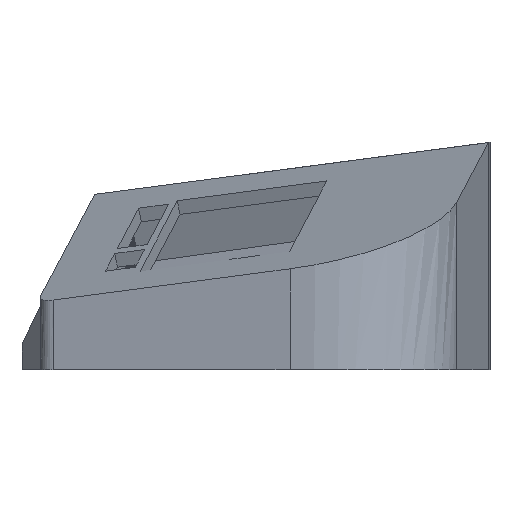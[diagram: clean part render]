
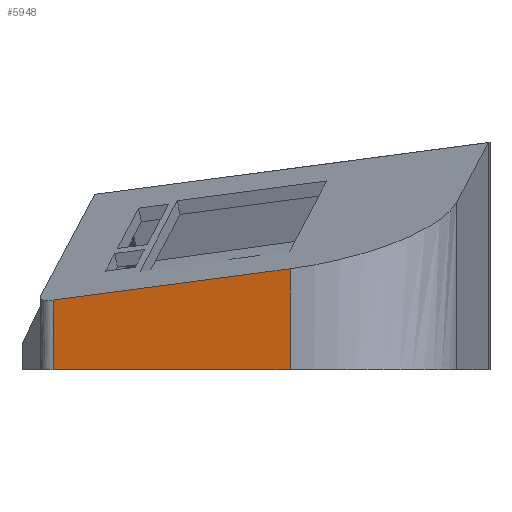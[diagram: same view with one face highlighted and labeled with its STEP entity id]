
A CAD part, left-side view. The second image highlights one B-rep face of the part: STEP entity #5948.
In plain terms, the highlighted planar face has unit normal (-0.974, 0.227, 0).
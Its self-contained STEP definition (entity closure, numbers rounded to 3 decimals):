
#252 = PLANE('',#253);
#253 = AXIS2_PLACEMENT_3D('',#254,#255,#256);
#254 = CARTESIAN_POINT('',(-400.,-321.738,42.054));
#255 = DIRECTION('',(0.,0.,1.));
#256 = DIRECTION('',(1.,0.,0.));
#1522 = VERTEX_POINT('',#1523);
#1523 = CARTESIAN_POINT('',(-191.219,25.612,
    42.054));
#1577 = SURFACE_OF_LINEAR_EXTRUSION('',#1578,#1583);
#1578 = CIRCLE('',#1579,10.);
#1579 = AXIS2_PLACEMENT_3D('',#1580,#1581,#1582);
#1580 = CARTESIAN_POINT('',(-181.926,23.877,
    -61.787));
#1581 = DIRECTION('',(0.293,-0.192,-0.937));
#1582 = DIRECTION('',(-0.929,0.173,-0.326));
#1583 = VECTOR('',#1584,1.);
#1584 = DIRECTION('',(0.,0.,1.));
#1612 = EDGE_CURVE('',#1522,#1613,#1615,.T.);
#1613 = VERTEX_POINT('',#1614);
#1614 = CARTESIAN_POINT('',(-225.201,-120.321,
    42.054));
#1615 = SURFACE_CURVE('',#1616,(#1620,#1626),.PCURVE_S1.);
#1616 = LINE('',#1617,#1618);
#1617 = CARTESIAN_POINT('',(-243.446,-198.672,
    42.054));
#1618 = VECTOR('',#1619,1.);
#1619 = DIRECTION('',(-0.227,-0.974,0.));
#1620 = PCURVE('',#252,#1621);
#1621 = DEFINITIONAL_REPRESENTATION('',(#1622),#1625);
#1622 = B_SPLINE_CURVE_WITH_KNOTS('',1,(#1623,#1624),.UNSPECIFIED.,.F.,
  .F.,(2,2),(-261.17,-55.33),.PIECEWISE_BEZIER_KNOTS.);
#1623 = CARTESIAN_POINT('',(215.786,377.432));
#1624 = CARTESIAN_POINT('',(169.103,176.955));
#1625 = ( GEOMETRIC_REPRESENTATION_CONTEXT(2) 
PARAMETRIC_REPRESENTATION_CONTEXT() REPRESENTATION_CONTEXT('2D SPACE',''
  ) );
#1626 = PCURVE('',#1627,#1632);
#1627 = PLANE('',#1628);
#1628 = AXIS2_PLACEMENT_3D('',#1629,#1630,#1631);
#1629 = CARTESIAN_POINT('',(-208.21,-47.355,
    19.558));
#1630 = DIRECTION('',(0.974,-0.227,0.));
#1631 = DIRECTION('',(0.225,0.966,-0.127));
#1632 = DEFINITIONAL_REPRESENTATION('',(#1633),#1636);
#1633 = B_SPLINE_CURVE_WITH_KNOTS('',1,(#1634,#1635),.UNSPECIFIED.,.F.,
  .F.,(2,2),(-261.17,-55.33),.PIECEWISE_BEZIER_KNOTS.);
#1634 = CARTESIAN_POINT('',(102.085,35.77));
#1635 = CARTESIAN_POINT('',(-102.085,9.591));
#1636 = ( GEOMETRIC_REPRESENTATION_CONTEXT(2) 
PARAMETRIC_REPRESENTATION_CONTEXT() REPRESENTATION_CONTEXT('2D SPACE',''
  ) );
#1700 = SURFACE_OF_LINEAR_EXTRUSION('',#1701,#1706);
#1701 = CIRCLE('',#1702,90.);
#1702 = AXIS2_PLACEMENT_3D('',#1703,#1704,#1705);
#1703 = CARTESIAN_POINT('',(-141.566,-135.932,
    -16.484));
#1704 = DIRECTION('',(0.293,-0.192,-0.937));
#1705 = DIRECTION('',(-0.225,-0.966,0.127));
#1706 = VECTOR('',#1707,1.);
#1707 = DIRECTION('',(0.,0.,1.));
#4261 = PLANE('',#4262);
#4262 = AXIS2_PLACEMENT_3D('',#4263,#4264,#4265);
#4263 = CARTESIAN_POINT('',(-115.718,-98.89,
    134.027));
#4264 = DIRECTION('',(0.293,-0.192,-0.937));
#4265 = DIRECTION('',(-0.954,0.,
    -0.299));
#5904 = EDGE_CURVE('',#1613,#5905,#5907,.T.);
#5905 = VERTEX_POINT('',#5906);
#5906 = CARTESIAN_POINT('',(-225.201,-120.321,
    104.164));
#5907 = SURFACE_CURVE('',#5908,(#5912,#5919),.PCURVE_S1.);
#5908 = LINE('',#5909,#5910);
#5909 = CARTESIAN_POINT('',(-225.201,-120.321,
    -45.836));
#5910 = VECTOR('',#5911,1.);
#5911 = DIRECTION('',(0.,0.,1.));
#5912 = PCURVE('',#1700,#5913);
#5913 = DEFINITIONAL_REPRESENTATION('',(#5914),#5918);
#5914 = LINE('',#5915,#5916);
#5915 = CARTESIAN_POINT('',(1.571,0.));
#5916 = VECTOR('',#5917,1.);
#5917 = DIRECTION('',(0.,1.));
#5918 = ( GEOMETRIC_REPRESENTATION_CONTEXT(2) 
PARAMETRIC_REPRESENTATION_CONTEXT() REPRESENTATION_CONTEXT('2D SPACE',''
  ) );
#5919 = PCURVE('',#1627,#5920);
#5920 = DEFINITIONAL_REPRESENTATION('',(#5921),#5925);
#5921 = LINE('',#5922,#5923);
#5922 = CARTESIAN_POINT('',(-65.993,-74.391));
#5923 = VECTOR('',#5924,1.);
#5924 = DIRECTION('',(-0.127,0.992));
#5925 = ( GEOMETRIC_REPRESENTATION_CONTEXT(2) 
PARAMETRIC_REPRESENTATION_CONTEXT() REPRESENTATION_CONTEXT('2D SPACE',''
  ) );
#5948 = ADVANCED_FACE('',(#5949),#1627,.F.);
#5949 = FACE_BOUND('',#5950,.F.);
#5950 = EDGE_LOOP('',(#5951,#5952,#5953,#5975));
#5951 = ORIENTED_EDGE('',*,*,#5904,.F.);
#5952 = ORIENTED_EDGE('',*,*,#1612,.F.);
#5953 = ORIENTED_EDGE('',*,*,#5954,.T.);
#5954 = EDGE_CURVE('',#1522,#5955,#5957,.T.);
#5955 = VERTEX_POINT('',#5956);
#5956 = CARTESIAN_POINT('',(-191.219,25.612,
    84.951));
#5957 = SURFACE_CURVE('',#5958,(#5962,#5969),.PCURVE_S1.);
#5958 = LINE('',#5959,#5960);
#5959 = CARTESIAN_POINT('',(-191.219,25.612,
    -65.049));
#5960 = VECTOR('',#5961,1.);
#5961 = DIRECTION('',(0.,0.,1.));
#5962 = PCURVE('',#1627,#5963);
#5963 = DEFINITIONAL_REPRESENTATION('',(#5964),#5968);
#5964 = LINE('',#5965,#5966);
#5965 = CARTESIAN_POINT('',(85.071,-74.391));
#5966 = VECTOR('',#5967,1.);
#5967 = DIRECTION('',(-0.127,0.992));
#5968 = ( GEOMETRIC_REPRESENTATION_CONTEXT(2) 
PARAMETRIC_REPRESENTATION_CONTEXT() REPRESENTATION_CONTEXT('2D SPACE',''
  ) );
#5969 = PCURVE('',#1577,#5970);
#5970 = DEFINITIONAL_REPRESENTATION('',(#5971),#5974);
#5971 = B_SPLINE_CURVE_WITH_KNOTS('',1,(#5972,#5973),.UNSPECIFIED.,.F.,
  .F.,(2,2),(0.,150.),.PIECEWISE_BEZIER_KNOTS.);
#5972 = CARTESIAN_POINT('',(0.,0.));
#5973 = CARTESIAN_POINT('',(0.,150.));
#5974 = ( GEOMETRIC_REPRESENTATION_CONTEXT(2) 
PARAMETRIC_REPRESENTATION_CONTEXT() REPRESENTATION_CONTEXT('2D SPACE',''
  ) );
#5975 = ORIENTED_EDGE('',*,*,#5976,.F.);
#5976 = EDGE_CURVE('',#5905,#5955,#5977,.T.);
#5977 = SURFACE_CURVE('',#5978,(#5982,#5989),.PCURVE_S1.);
#5978 = LINE('',#5979,#5980);
#5979 = CARTESIAN_POINT('',(-225.201,-120.321,
    104.164));
#5980 = VECTOR('',#5981,1.);
#5981 = DIRECTION('',(0.225,0.966,-0.127));
#5982 = PCURVE('',#1627,#5983);
#5983 = DEFINITIONAL_REPRESENTATION('',(#5984),#5988);
#5984 = LINE('',#5985,#5986);
#5985 = CARTESIAN_POINT('',(-85.071,74.391));
#5986 = VECTOR('',#5987,1.);
#5987 = DIRECTION('',(1.,0.));
#5988 = ( GEOMETRIC_REPRESENTATION_CONTEXT(2) 
PARAMETRIC_REPRESENTATION_CONTEXT() REPRESENTATION_CONTEXT('2D SPACE',''
  ) );
#5989 = PCURVE('',#4261,#5990);
#5990 = DEFINITIONAL_REPRESENTATION('',(#5991),#5995);
#5991 = LINE('',#5992,#5993);
#5992 = CARTESIAN_POINT('',(113.406,-21.835));
#5993 = VECTOR('',#5994,1.);
#5994 = DIRECTION('',(-0.177,0.984));
#5995 = ( GEOMETRIC_REPRESENTATION_CONTEXT(2) 
PARAMETRIC_REPRESENTATION_CONTEXT() REPRESENTATION_CONTEXT('2D SPACE',''
  ) );
